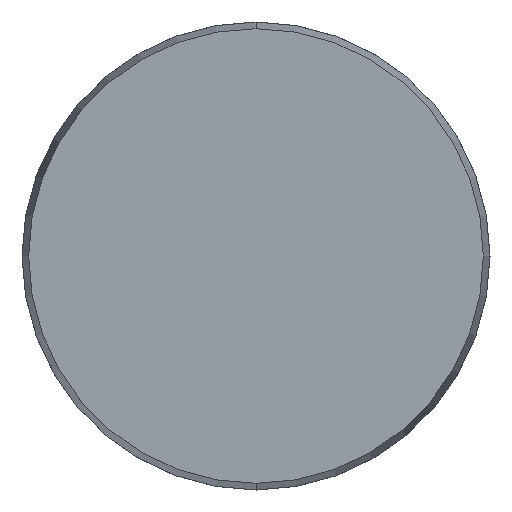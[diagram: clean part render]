
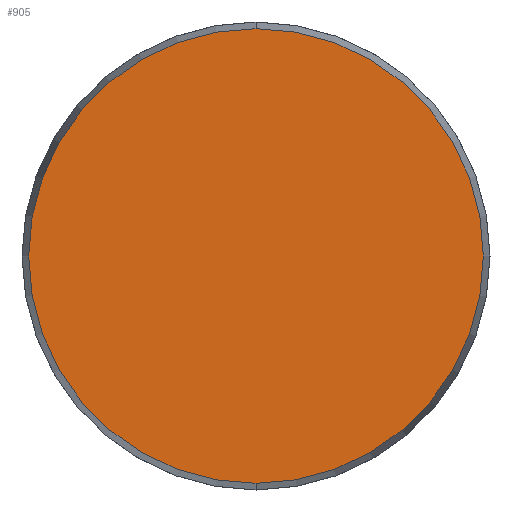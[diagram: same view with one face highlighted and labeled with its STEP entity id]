
A CAD part, front view. The second image highlights one B-rep face of the part: STEP entity #905.
In plain terms, the highlighted planar face has unit normal (0, -1, 0).
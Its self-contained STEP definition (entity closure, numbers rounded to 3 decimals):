
#4 = DIRECTION ( 'NONE',  ( 0., 0., -1. ) ) ;
#28 = AXIS2_PLACEMENT_3D ( 'NONE', #521, #36, #759 ) ;
#36 = DIRECTION ( 'NONE',  ( 0., 1., 0. ) ) ;
#84 = CARTESIAN_POINT ( 'NONE',  ( 0., 0., -29.143 ) ) ;
#88 = EDGE_CURVE ( 'NONE', #584, #745, #247, .T. ) ;
#107 = EDGE_CURVE ( 'NONE', #745, #584, #969, .T. ) ;
#122 = ORIENTED_EDGE ( 'NONE', *, *, #107, .T. ) ;
#247 = CIRCLE ( 'NONE', #829, 29.143 ) ;
#268 = PLANE ( 'NONE',  #28 ) ;
#303 = DIRECTION ( 'NONE',  ( 0., -1., 0. ) ) ;
#364 = CARTESIAN_POINT ( 'NONE',  ( 0., 0., 29.143 ) ) ;
#446 = EDGE_LOOP ( 'NONE', ( #601, #122 ) ) ;
#470 = CARTESIAN_POINT ( 'NONE',  ( 0., 0., 0. ) ) ;
#514 = AXIS2_PLACEMENT_3D ( 'NONE', #470, #303, #4 ) ;
#521 = CARTESIAN_POINT ( 'NONE',  ( -29.143, 0., 0. ) ) ;
#584 = VERTEX_POINT ( 'NONE', #364 ) ;
#601 = ORIENTED_EDGE ( 'NONE', *, *, #88, .T. ) ;
#639 = DIRECTION ( 'NONE',  ( 0., 0., -1. ) ) ;
#662 = DIRECTION ( 'NONE',  ( 0., -1., 0. ) ) ;
#745 = VERTEX_POINT ( 'NONE', #84 ) ;
#759 = DIRECTION ( 'NONE',  ( 0., 0., 1. ) ) ;
#817 = CARTESIAN_POINT ( 'NONE',  ( 0., 0., 0. ) ) ;
#829 = AXIS2_PLACEMENT_3D ( 'NONE', #817, #662, #639 ) ;
#905 = ADVANCED_FACE ( 'NONE', ( #986 ), #268, .F. ) ;
#969 = CIRCLE ( 'NONE', #514, 29.143 ) ;
#986 = FACE_OUTER_BOUND ( 'NONE', #446, .T. ) ;
